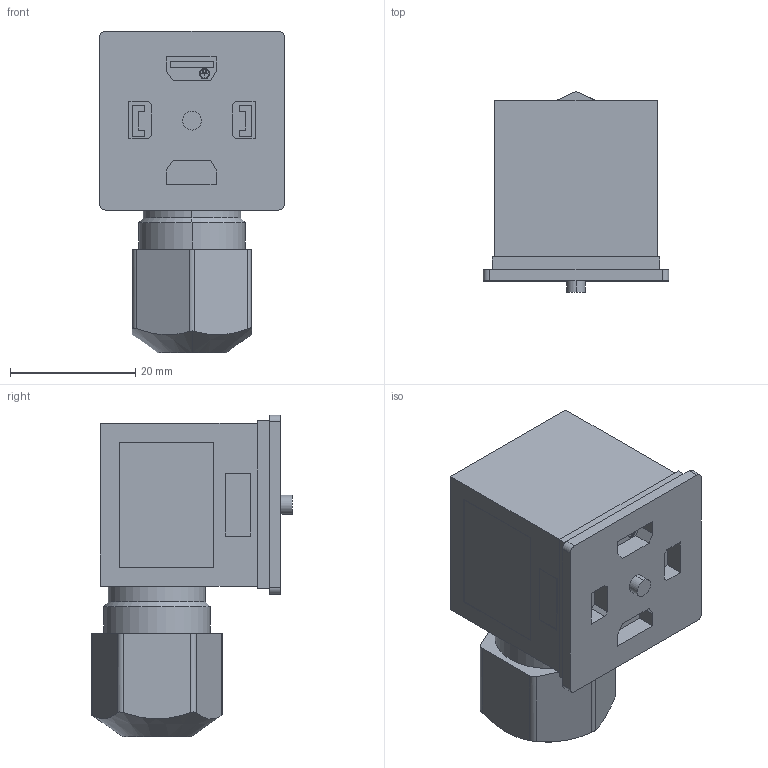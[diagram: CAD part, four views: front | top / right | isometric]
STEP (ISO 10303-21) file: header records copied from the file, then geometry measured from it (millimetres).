
FILE_DESCRIPTION((''),'2;1');
FILE_NAME('DM_CAD-2054','2014-12-05T',('Creinig-se'),(''),'PRO/ENGINEER BY PARAMETRIC TECHNOLOGY CORPORATION, 2013050','PRO/ENGINEER BY PARAMETRIC TECHNOLOGY CORPORATION, 2013050','');
FILE_SCHEMA(('CONFIG_CONTROL_DESIGN'));
Length unit declared in the file: millimetre
Products named in the file (1): DM_CAD-2054
Bounding box: 29.6 x 31.99 x 51.25 mm (x, y, z)
Volume: 24505.4 mm3; surface area: 7223.7 mm2
Topology: 1 solids, 1 shells, 157 faces, 380 edges, 250 vertices
Faces by surface type: plane 121, cylinder 28, torus 4, cone 4
Entity records: 5819 total; most frequent: CARTESIAN_POINT 881, ORIENTED_EDGE 760, DIRECTION 738, PRESENTATION_STYLE_ASSIGNMENT 381, STYLED_ITEM 381, CURVE_STYLE 380, EDGE_CURVE 380, VECTOR 308
